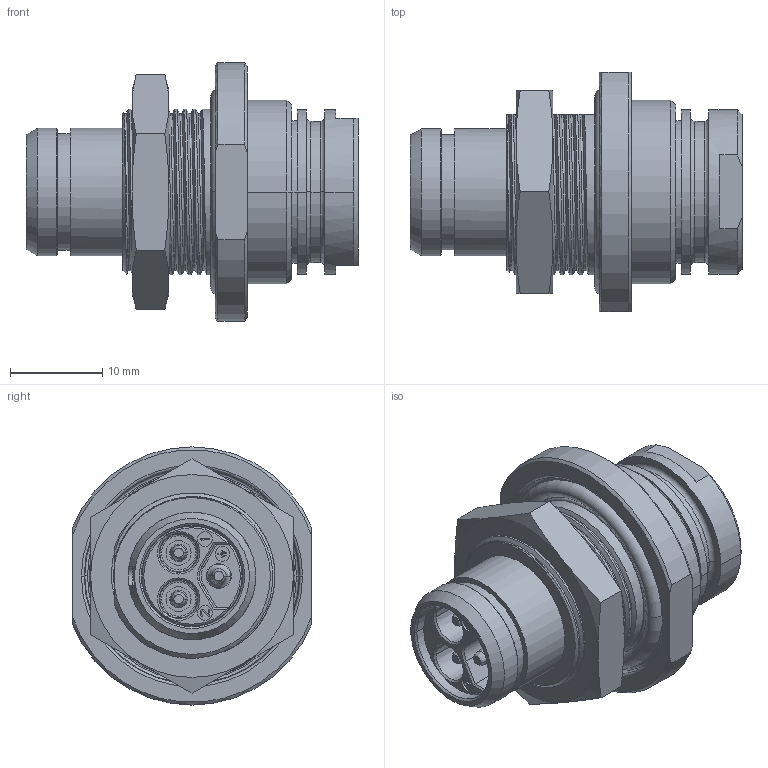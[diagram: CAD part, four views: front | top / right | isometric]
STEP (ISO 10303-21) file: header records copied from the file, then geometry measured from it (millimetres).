
FILE_DESCRIPTION((''),'2;1');
FILE_NAME('1331EVR193MZ','2024-07-17T14:26:27',('paultorloting'),('NET AG system integration'),'CREO PARAMETRIC BY PTC INC, 2021404','CREO PARAMETRIC BY PTC INC, 2021404','');
FILE_SCHEMA(('AUTOMOTIVE_DESIGN { 1 0 10303 214 1 1 1 1 }'));
Length unit declared in the file: millimetre
Products named in the file (1): 1331EVR193MZ
Bounding box: 36 x 26 x 28 mm (x, y, z)
Volume: 7184.4 mm3; surface area: 9818.3 mm2
Topology: 2 solids, 2 shells, 649 faces, 1724 edges, 1096 vertices
Faces by surface type: plane 302, cylinder 170, cone 92, torus 46, bspline 39
Entity records: 30867 total; most frequent: CARTESIAN_POINT 12797, ORIENTED_EDGE 3436, DIRECTION 3269, EDGE_CURVE 1718, AXIS2_PLACEMENT_3D 1192, VERTEX_POINT 1096, VECTOR 882, LINE 882
